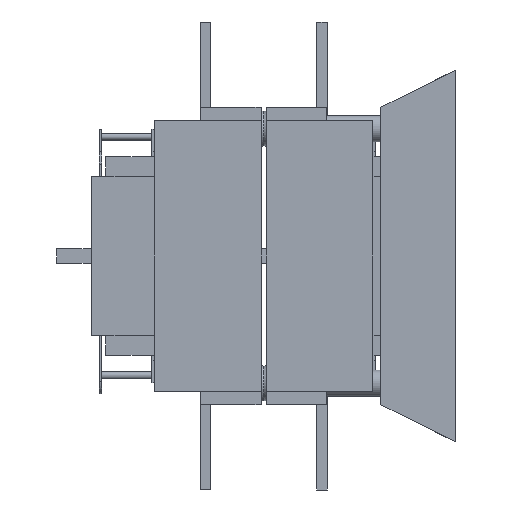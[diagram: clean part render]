
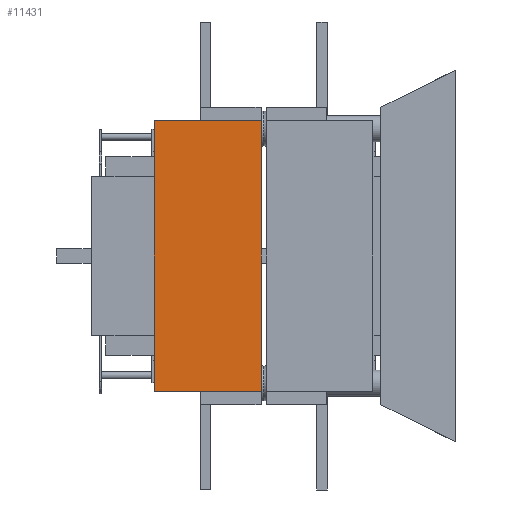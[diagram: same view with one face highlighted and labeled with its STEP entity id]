
A CAD part, left-side view. The second image highlights one B-rep face of the part: STEP entity #11431.
In plain terms, the highlighted planar face has unit normal (-1, 0, 0).
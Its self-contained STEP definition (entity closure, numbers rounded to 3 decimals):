
#75=CARTESIAN_POINT('',(0.0,0.0,255.0));
#76=VERTEX_POINT('',#75);
#123=CARTESIAN_POINT('',(0.,100.5,255.0));
#124=VERTEX_POINT('',#123);
#131=CARTESIAN_POINT('',(0.,0.0,255.0));
#132=DIRECTION('',(0.0,1.0,0.0));
#133=VECTOR('',#132,100.5);
#134=LINE('',#131,#133);
#135=EDGE_CURVE('',#76,#124,#134,.T.);
#1367=CARTESIAN_POINT('',(0.0,0.0,0.0));
#1368=VERTEX_POINT('',#1367);
#1369=CARTESIAN_POINT('',(0.0,0.0,0.0));
#1370=DIRECTION('',(0.0,0.0,1.0));
#1371=VECTOR('',#1370,255.0);
#1372=LINE('',#1369,#1371);
#1373=EDGE_CURVE('',#1368,#76,#1372,.T.);
#5331=CARTESIAN_POINT('',(0.,100.5,0.0));
#5332=VERTEX_POINT('',#5331);
#5339=CARTESIAN_POINT('',(0.,100.5,255.0));
#5340=DIRECTION('',(0.0,0.0,-1.0));
#5341=VECTOR('',#5340,255.0);
#5342=LINE('',#5339,#5341);
#5343=EDGE_CURVE('',#124,#5332,#5342,.T.);
#11021=CARTESIAN_POINT('',(0.,0.0,0.0));
#11022=DIRECTION('',(0.0,1.0,0.0));
#11023=VECTOR('',#11022,100.5);
#11024=LINE('',#11021,#11023);
#11025=EDGE_CURVE('',#1368,#5332,#11024,.T.);
#11420=CARTESIAN_POINT('',(0.0,0.0,0.0));
#11421=DIRECTION('',(-1.0,0.0,0.0));
#11422=DIRECTION('',(0.0,0.0,1.0));
#11423=AXIS2_PLACEMENT_3D('',#11420,#11421,#11422);
#11424=PLANE('',#11423);
#11425=ORIENTED_EDGE('',*,*,#135,.T.);
#11426=ORIENTED_EDGE('',*,*,#5343,.T.);
#11427=ORIENTED_EDGE('',*,*,#11025,.F.);
#11428=ORIENTED_EDGE('',*,*,#1373,.T.);
#11429=EDGE_LOOP('',(#11425,#11426,#11427,#11428));
#11430=FACE_OUTER_BOUND('',#11429,.T.);
#11431=ADVANCED_FACE('',(#11430),#11424,.T.);
